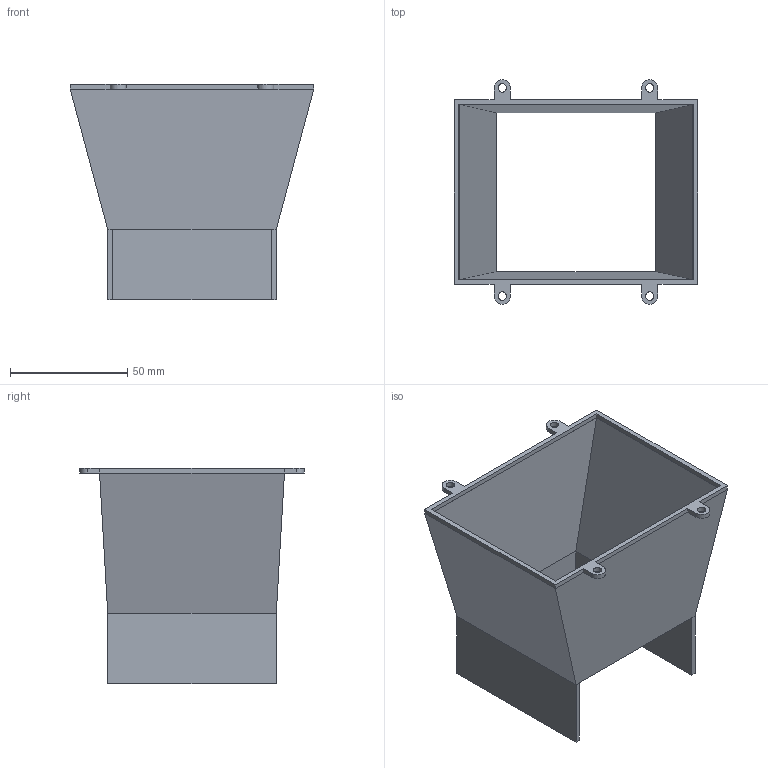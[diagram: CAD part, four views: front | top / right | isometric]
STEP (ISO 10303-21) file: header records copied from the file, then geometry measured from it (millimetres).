
FILE_DESCRIPTION(/* description */ ('STEP AP203'),/* implementation_level */ '2;1');
FILE_NAME(/* name */ '63deb7ae8244077c587ce9f0',/* time_stamp */ '2023-02-04T19:53:18+00:00',/* author */ (''),/* organization */ (''),/* preprocessor_version */ 'ST-DEVELOPER v18.102',/* originating_system */ ' ',/* authorisation */ ' ');
FILE_SCHEMA (('CONFIG_CONTROL_DESIGN'));
Length unit declared in the file: metre
Products named in the file (1): Light_Cone_Mount
Bounding box: 104 x 96 x 92 mm (x, y, z)
Volume: 53718.8 mm3; surface area: 55037.7 mm2
Topology: 1 solids, 1 shells, 52 faces, 128 edges, 78 vertices
Faces by surface type: plane 44, cylinder 8
Full cylindrical faces by diameter (mm): 3.6 x4
Entity records: 1522 total; most frequent: CARTESIAN_POINT 255, ORIENTED_EDGE 248, DIRECTION 246, EDGE_CURVE 124, LINE 108, VECTOR 108, VERTEX_POINT 78, AXIS2_PLACEMENT_3D 69
